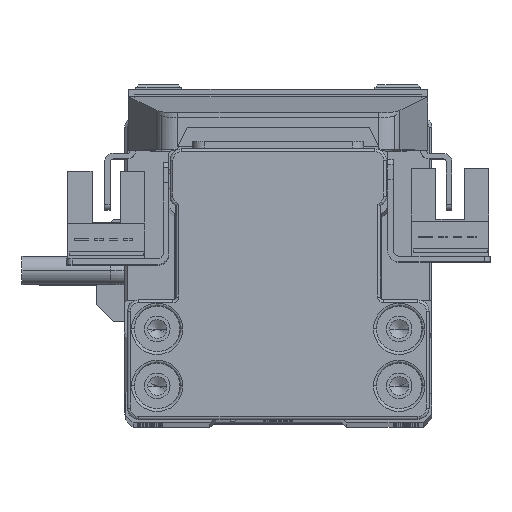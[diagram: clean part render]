
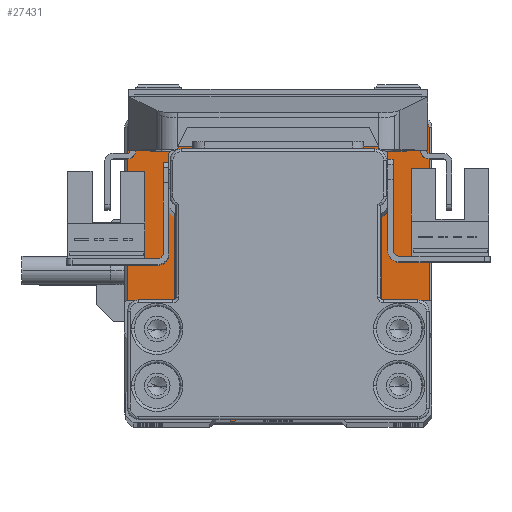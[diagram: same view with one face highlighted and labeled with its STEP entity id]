
A CAD part, top view. The second image highlights one B-rep face of the part: STEP entity #27431.
In plain terms, the highlighted face is planar.
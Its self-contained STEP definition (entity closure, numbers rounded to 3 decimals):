
#20 = CIRCLE ( 'NONE', #23457, 2.75 ) ;
#35 = EDGE_CURVE ( 'NONE', #17292, #2376, #708, .T. ) ;
#69 = CARTESIAN_POINT ( 'NONE',  ( 0., 0., 0. ) ) ;
#211 = AXIS2_PLACEMENT_3D ( 'NONE', #10025, #29788, #25162 ) ;
#393 = CARTESIAN_POINT ( 'NONE',  ( -21.25, -21.1, 0. ) ) ;
#485 = DIRECTION ( 'NONE',  ( 1., 0., 0. ) ) ;
#585 = DIRECTION ( 'NONE',  ( 1., 0., 0. ) ) ;
#708 = LINE ( 'NONE', #11920, #21270 ) ;
#1029 = CARTESIAN_POINT ( 'NONE',  ( 26.5, -25., 0. ) ) ;
#1077 = CARTESIAN_POINT ( 'NONE',  ( -26.5, 0., 0. ) ) ;
#1260 = VERTEX_POINT ( 'NONE', #2032 ) ;
#1408 = EDGE_CURVE ( 'NONE', #8472, #10901, #23528, .T. ) ;
#1679 = EDGE_CURVE ( 'NONE', #2376, #1260, #3570, .T. ) ;
#1896 = ORIENTED_EDGE ( 'NONE', *, *, #35, .T. ) ;
#1915 = AXIS2_PLACEMENT_3D ( 'NONE', #22055, #31795, #26716 ) ;
#1945 = CARTESIAN_POINT ( 'NONE',  ( -25., 26.5, 0. ) ) ;
#2032 = CARTESIAN_POINT ( 'NONE',  ( -26.5, -25., 0. ) ) ;
#2376 = VERTEX_POINT ( 'NONE', #16188 ) ;
#2381 = CARTESIAN_POINT ( 'NONE',  ( 0., 26.5, 0. ) ) ;
#2770 = ORIENTED_EDGE ( 'NONE', *, *, #21477, .T. ) ;
#3386 = DIRECTION ( 'NONE',  ( 0., 1., 0. ) ) ;
#3517 = CARTESIAN_POINT ( 'NONE',  ( -18.5, -21.1, 0. ) ) ;
#3570 = CIRCLE ( 'NONE', #10537, 1.5 ) ;
#3744 = CARTESIAN_POINT ( 'NONE',  ( 21.25, -11.1, 0. ) ) ;
#4054 = CARTESIAN_POINT ( 'NONE',  ( -18.5, -11.1, 0. ) ) ;
#4070 = EDGE_CURVE ( 'NONE', #10113, #15347, #12344, .T. ) ;
#4302 = ORIENTED_EDGE ( 'NONE', *, *, #8780, .T. ) ;
#4403 = EDGE_CURVE ( 'NONE', #15974, #20552, #30879, .T. ) ;
#5073 = ORIENTED_EDGE ( 'NONE', *, *, #13762, .T. ) ;
#5096 = CARTESIAN_POINT ( 'NONE',  ( 25., -25., 0. ) ) ;
#5403 = CARTESIAN_POINT ( 'NONE',  ( 25., 26.5, 0. ) ) ;
#5485 = EDGE_LOOP ( 'NONE', ( #30161, #18591 ) ) ;
#5822 = CARTESIAN_POINT ( 'NONE',  ( 25., 25., 0. ) ) ;
#5910 = EDGE_CURVE ( 'NONE', #11374, #8472, #30902, .T. ) ;
#7383 = PLANE ( 'NONE',  #29966 ) ;
#7425 = EDGE_CURVE ( 'NONE', #23995, #11591, #20280, .T. ) ;
#7670 = AXIS2_PLACEMENT_3D ( 'NONE', #27889, #10519, #585 ) ;
#7875 = CARTESIAN_POINT ( 'NONE',  ( -25., 25., 0. ) ) ;
#8412 = DIRECTION ( 'NONE',  ( 1., 0., 0. ) ) ;
#8472 = VERTEX_POINT ( 'NONE', #11820 ) ;
#8622 = VERTEX_POINT ( 'NONE', #14440 ) ;
#8780 = EDGE_CURVE ( 'NONE', #10901, #17292, #17491, .T. ) ;
#9211 = DIRECTION ( 'NONE',  ( -1., 0., 0. ) ) ;
#9979 = DIRECTION ( 'NONE',  ( 0., 0., -1. ) ) ;
#10025 = CARTESIAN_POINT ( 'NONE',  ( -21.25, -11.1, 0. ) ) ;
#10113 = VERTEX_POINT ( 'NONE', #18436 ) ;
#10328 = LINE ( 'NONE', #1077, #28837 ) ;
#10519 = DIRECTION ( 'NONE',  ( 0., 0., 1. ) ) ;
#10537 = AXIS2_PLACEMENT_3D ( 'NONE', #15921, #16029, #20831 ) ;
#10590 = DIRECTION ( 'NONE',  ( 0., 0., -1. ) ) ;
#10901 = VERTEX_POINT ( 'NONE', #1029 ) ;
#11009 = DIRECTION ( 'NONE',  ( 0., 0., 1. ) ) ;
#11246 = AXIS2_PLACEMENT_3D ( 'NONE', #24125, #21499, #11694 ) ;
#11374 = VERTEX_POINT ( 'NONE', #5403 ) ;
#11550 = FACE_BOUND ( 'NONE', #5485, .T. ) ;
#11591 = VERTEX_POINT ( 'NONE', #4054 ) ;
#11594 = CARTESIAN_POINT ( 'NONE',  ( -26.5, 25., 0. ) ) ;
#11694 = DIRECTION ( 'NONE',  ( 1., 0., 0. ) ) ;
#11820 = CARTESIAN_POINT ( 'NONE',  ( 26.5, 25., 0. ) ) ;
#11920 = CARTESIAN_POINT ( 'NONE',  ( 0., -26.5, 0. ) ) ;
#12344 = CIRCLE ( 'NONE', #23469, 2.75 ) ;
#12920 = AXIS2_PLACEMENT_3D ( 'NONE', #7875, #10590, #22773 ) ;
#13036 = DIRECTION ( 'NONE',  ( 0., 0., 1. ) ) ;
#13219 = AXIS2_PLACEMENT_3D ( 'NONE', #393, #13036, #20248 ) ;
#13225 = VERTEX_POINT ( 'NONE', #3517 ) ;
#13572 = ORIENTED_EDGE ( 'NONE', *, *, #17761, .T. ) ;
#13762 = EDGE_CURVE ( 'NONE', #1260, #15974, #10328, .T. ) ;
#14316 = DIRECTION ( 'NONE',  ( 1., 0., 0. ) ) ;
#14416 = DIRECTION ( 'NONE',  ( 0., 0., 1. ) ) ;
#14440 = CARTESIAN_POINT ( 'NONE',  ( 18.5, -21.1, 0. ) ) ;
#15091 = DIRECTION ( 'NONE',  ( 1., 0., 0. ) ) ;
#15347 = VERTEX_POINT ( 'NONE', #27639 ) ;
#15405 = CARTESIAN_POINT ( 'NONE',  ( -24., -11.1, 0. ) ) ;
#15574 = VERTEX_POINT ( 'NONE', #21607 ) ;
#15921 = CARTESIAN_POINT ( 'NONE',  ( -25., -25., 0. ) ) ;
#15974 = VERTEX_POINT ( 'NONE', #11594 ) ;
#16029 = DIRECTION ( 'NONE',  ( 0., 0., -1. ) ) ;
#16188 = CARTESIAN_POINT ( 'NONE',  ( -25., -26.5, 0. ) ) ;
#16256 = EDGE_CURVE ( 'NONE', #13225, #15574, #24539, .T. ) ;
#16466 = DIRECTION ( 'NONE',  ( 0., 0., 1. ) ) ;
#17292 = VERTEX_POINT ( 'NONE', #29324 ) ;
#17491 = CIRCLE ( 'NONE', #21334, 1.5 ) ;
#17592 = ORIENTED_EDGE ( 'NONE', *, *, #1679, .T. ) ;
#17761 = EDGE_CURVE ( 'NONE', #15347, #10113, #24850, .T. ) ;
#17762 = FACE_BOUND ( 'NONE', #21390, .T. ) ;
#17848 = EDGE_CURVE ( 'NONE', #31885, #8622, #20, .T. ) ;
#18329 = EDGE_LOOP ( 'NONE', ( #26630, #22762 ) ) ;
#18436 = CARTESIAN_POINT ( 'NONE',  ( 24., -11.1, 0. ) ) ;
#18591 = ORIENTED_EDGE ( 'NONE', *, *, #19039, .T. ) ;
#18902 = EDGE_LOOP ( 'NONE', ( #2770, #20675, #19478, #4302, #1896, #17592, #5073, #29370 ) ) ;
#19039 = EDGE_CURVE ( 'NONE', #11591, #23995, #23172, .T. ) ;
#19478 = ORIENTED_EDGE ( 'NONE', *, *, #1408, .T. ) ;
#20248 = DIRECTION ( 'NONE',  ( 1., 0., 0. ) ) ;
#20252 = ORIENTED_EDGE ( 'NONE', *, *, #17848, .T. ) ;
#20280 = CIRCLE ( 'NONE', #22934, 2.75 ) ;
#20552 = VERTEX_POINT ( 'NONE', #1945 ) ;
#20675 = ORIENTED_EDGE ( 'NONE', *, *, #5910, .T. ) ;
#20831 = DIRECTION ( 'NONE',  ( 1., 0., 0. ) ) ;
#21071 = DIRECTION ( 'NONE',  ( 1., 0., 0. ) ) ;
#21224 = ORIENTED_EDGE ( 'NONE', *, *, #4070, .T. ) ;
#21270 = VECTOR ( 'NONE', #9211, 1000. ) ;
#21334 = AXIS2_PLACEMENT_3D ( 'NONE', #5096, #9979, #485 ) ;
#21390 = EDGE_LOOP ( 'NONE', ( #29162, #20252 ) ) ;
#21477 = EDGE_CURVE ( 'NONE', #20552, #11374, #23755, .T. ) ;
#21499 = DIRECTION ( 'NONE',  ( 0., 0., 1. ) ) ;
#21607 = CARTESIAN_POINT ( 'NONE',  ( -24., -21.1, 0. ) ) ;
#21616 = AXIS2_PLACEMENT_3D ( 'NONE', #5822, #27876, #25427 ) ;
#21993 = DIRECTION ( 'NONE',  ( 1., 0., 0. ) ) ;
#22050 = CIRCLE ( 'NONE', #1915, 2.75 ) ;
#22055 = CARTESIAN_POINT ( 'NONE',  ( 21.25, -21.1, 0. ) ) ;
#22404 = DIRECTION ( 'NONE',  ( 0., 0., 1. ) ) ;
#22556 = EDGE_LOOP ( 'NONE', ( #13572, #21224 ) ) ;
#22617 = DIRECTION ( 'NONE',  ( 0., -1., 0. ) ) ;
#22762 = ORIENTED_EDGE ( 'NONE', *, *, #16256, .T. ) ;
#22773 = DIRECTION ( 'NONE',  ( 1., 0., 0. ) ) ;
#22934 = AXIS2_PLACEMENT_3D ( 'NONE', #30557, #11009, #8412 ) ;
#23172 = CIRCLE ( 'NONE', #211, 2.75 ) ;
#23457 = AXIS2_PLACEMENT_3D ( 'NONE', #29059, #14416, #14316 ) ;
#23469 = AXIS2_PLACEMENT_3D ( 'NONE', #3744, #16466, #21071 ) ;
#23528 = LINE ( 'NONE', #25129, #26577 ) ;
#23755 = LINE ( 'NONE', #2381, #29944 ) ;
#23995 = VERTEX_POINT ( 'NONE', #15405 ) ;
#24125 = CARTESIAN_POINT ( 'NONE',  ( 21.25, -11.1, 0. ) ) ;
#24539 = CIRCLE ( 'NONE', #7670, 2.75 ) ;
#24850 = CIRCLE ( 'NONE', #11246, 2.75 ) ;
#24958 = CIRCLE ( 'NONE', #13219, 2.75 ) ;
#25092 = FACE_OUTER_BOUND ( 'NONE', #18902, .T. ) ;
#25129 = CARTESIAN_POINT ( 'NONE',  ( 26.5, 0., 0. ) ) ;
#25162 = DIRECTION ( 'NONE',  ( 1., 0., 0. ) ) ;
#25427 = DIRECTION ( 'NONE',  ( 1., 0., 0. ) ) ;
#25872 = FACE_BOUND ( 'NONE', #18329, .T. ) ;
#26473 = EDGE_CURVE ( 'NONE', #8622, #31885, #22050, .T. ) ;
#26577 = VECTOR ( 'NONE', #22617, 1000. ) ;
#26630 = ORIENTED_EDGE ( 'NONE', *, *, #30704, .T. ) ;
#26716 = DIRECTION ( 'NONE',  ( 1., 0., 0. ) ) ;
#27399 = FACE_BOUND ( 'NONE', #22556, .T. ) ;
#27431 = ADVANCED_FACE ( 'NONE', ( #25092, #17762, #27399, #25872, #11550 ), #7383, .F. ) ;
#27639 = CARTESIAN_POINT ( 'NONE',  ( 18.5, -11.1, 0. ) ) ;
#27876 = DIRECTION ( 'NONE',  ( 0., 0., -1. ) ) ;
#27889 = CARTESIAN_POINT ( 'NONE',  ( -21.25, -21.1, 0. ) ) ;
#28837 = VECTOR ( 'NONE', #3386, 1000. ) ;
#29059 = CARTESIAN_POINT ( 'NONE',  ( 21.25, -21.1, 0. ) ) ;
#29162 = ORIENTED_EDGE ( 'NONE', *, *, #26473, .T. ) ;
#29324 = CARTESIAN_POINT ( 'NONE',  ( 25., -26.5, 0. ) ) ;
#29370 = ORIENTED_EDGE ( 'NONE', *, *, #4403, .T. ) ;
#29788 = DIRECTION ( 'NONE',  ( 0., 0., 1. ) ) ;
#29944 = VECTOR ( 'NONE', #21993, 1000. ) ;
#29966 = AXIS2_PLACEMENT_3D ( 'NONE', #69, #22404, #15091 ) ;
#30161 = ORIENTED_EDGE ( 'NONE', *, *, #7425, .T. ) ;
#30557 = CARTESIAN_POINT ( 'NONE',  ( -21.25, -11.1, 0. ) ) ;
#30704 = EDGE_CURVE ( 'NONE', #15574, #13225, #24958, .T. ) ;
#30879 = CIRCLE ( 'NONE', #12920, 1.5 ) ;
#30902 = CIRCLE ( 'NONE', #21616, 1.5 ) ;
#31239 = CARTESIAN_POINT ( 'NONE',  ( 24., -21.1, 0. ) ) ;
#31795 = DIRECTION ( 'NONE',  ( 0., 0., 1. ) ) ;
#31885 = VERTEX_POINT ( 'NONE', #31239 ) ;
